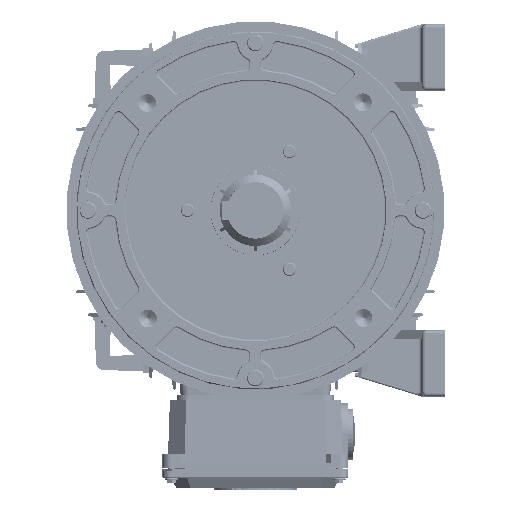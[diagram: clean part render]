
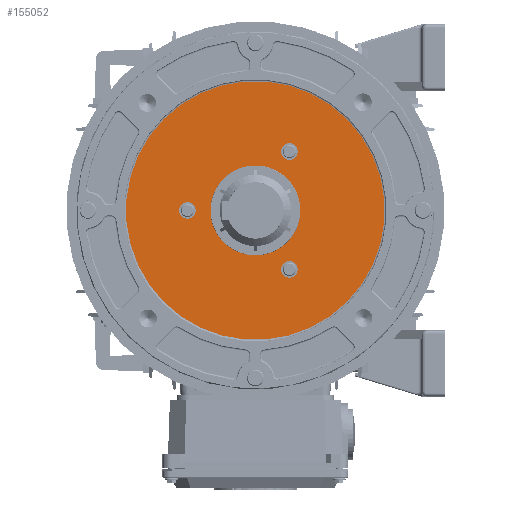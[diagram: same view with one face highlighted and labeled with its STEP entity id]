
A CAD part, left-side view. The second image highlights one B-rep face of the part: STEP entity #155052.
In plain terms, the highlighted planar face has unit normal (-1, 0, 0).
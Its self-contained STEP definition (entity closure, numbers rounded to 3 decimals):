
#1078 = DIRECTION ( 'NONE',  ( 0., 0., 1. ) ) ;
#6504 = VERTEX_POINT ( 'NONE', #143812 ) ;
#7201 = DIRECTION ( 'NONE',  ( -1., 0., 0. ) ) ;
#8530 = DIRECTION ( 'NONE',  ( -1., 0., 0. ) ) ;
#8627 = DIRECTION ( 'NONE',  ( -1., 0., 0. ) ) ;
#9748 = CARTESIAN_POINT ( 'NONE',  ( 2., 28.991, -28.991 ) ) ;
#10737 = ORIENTED_EDGE ( 'NONE', *, *, #102188, .F. ) ;
#11359 = DIRECTION ( 'NONE',  ( 0., 0., 1. ) ) ;
#12263 = AXIS2_PLACEMENT_3D ( 'NONE', #55619, #141250, #67924 ) ;
#14080 = DIRECTION ( 'NONE',  ( 0., 0., -1. ) ) ;
#17666 = FACE_OUTER_BOUND ( 'NONE', #147764, .T. ) ;
#21987 = DIRECTION ( 'NONE',  ( 0., 0., 1. ) ) ;
#23184 = CARTESIAN_POINT ( 'NONE',  ( 2., 28.991, -23.991 ) ) ;
#23402 = VERTEX_POINT ( 'NONE', #23184 ) ;
#27512 = ORIENTED_EDGE ( 'NONE', *, *, #63502, .F. ) ;
#31527 = EDGE_CURVE ( 'NONE', #73008, #90572, #73218, .T. ) ;
#32831 = CARTESIAN_POINT ( 'NONE',  ( 2., 0., -78. ) ) ;
#33768 = CIRCLE ( 'NONE', #115283, 27.155 ) ;
#34132 = ORIENTED_EDGE ( 'NONE', *, *, #101385, .T. ) ;
#34389 = CARTESIAN_POINT ( 'NONE',  ( 2., -39.603, -5.612 ) ) ;
#37274 = ORIENTED_EDGE ( 'NONE', *, *, #53410, .F. ) ;
#37707 = EDGE_CURVE ( 'NONE', #153666, #145327, #58126, .T. ) ;
#38547 = DIRECTION ( 'NONE',  ( -1., 0., 0. ) ) ;
#40288 = DIRECTION ( 'NONE',  ( -1., 0., 0. ) ) ;
#44081 = EDGE_CURVE ( 'NONE', #23402, #6504, #133645, .T. ) ;
#44984 = AXIS2_PLACEMENT_3D ( 'NONE', #111859, #38547, #124210 ) ;
#45810 = DIRECTION ( 'NONE',  ( -1., 0., 0. ) ) ;
#50180 = FACE_BOUND ( 'NONE', #110100, .T. ) ;
#51162 = AXIS2_PLACEMENT_3D ( 'NONE', #157977, #84652, #11359 ) ;
#51223 = CIRCLE ( 'NONE', #155878, 5. ) ;
#53410 = EDGE_CURVE ( 'NONE', #90572, #73008, #125241, .T. ) ;
#55619 = CARTESIAN_POINT ( 'NONE',  ( 2., -39.603, -10.612 ) ) ;
#58126 = CIRCLE ( 'NONE', #63610, 5. ) ;
#62151 = CARTESIAN_POINT ( 'NONE',  ( 2., 10.612, 44.603 ) ) ;
#63502 = EDGE_CURVE ( 'NONE', #145327, #153666, #114929, .T. ) ;
#63610 = AXIS2_PLACEMENT_3D ( 'NONE', #113617, #40288, #125958 ) ;
#67924 = DIRECTION ( 'NONE',  ( 0., 0., 1. ) ) ;
#69007 = ORIENTED_EDGE ( 'NONE', *, *, #145378, .F. ) ;
#70541 = ORIENTED_EDGE ( 'NONE', *, *, #44081, .F. ) ;
#71948 = CARTESIAN_POINT ( 'NONE',  ( 2., 0., -27.155 ) ) ;
#73008 = VERTEX_POINT ( 'NONE', #62151 ) ;
#73218 = CIRCLE ( 'NONE', #84513, 5. ) ;
#74369 = DIRECTION ( 'NONE',  ( -1., 0., 0. ) ) ;
#74598 = VERTEX_POINT ( 'NONE', #114894 ) ;
#75097 = CARTESIAN_POINT ( 'NONE',  ( 2., 27.155, 0. ) ) ;
#75200 = EDGE_LOOP ( 'NONE', ( #27512, #137323 ) ) ;
#75633 = ORIENTED_EDGE ( 'NONE', *, *, #31527, .F. ) ;
#80497 = CARTESIAN_POINT ( 'NONE',  ( 2., 0., 0. ) ) ;
#81824 = CARTESIAN_POINT ( 'NONE',  ( 2., 10.612, 39.603 ) ) ;
#81927 = CARTESIAN_POINT ( 'NONE',  ( 2., 0., 0. ) ) ;
#82792 = FACE_BOUND ( 'NONE', #128783, .T. ) ;
#84513 = AXIS2_PLACEMENT_3D ( 'NONE', #81824, #8530, #94094 ) ;
#84652 = DIRECTION ( 'NONE',  ( -1., 0., 0. ) ) ;
#85229 = VERTEX_POINT ( 'NONE', #71948 ) ;
#87370 = DIRECTION ( 'NONE',  ( 1., 0., 0. ) ) ;
#87416 = EDGE_CURVE ( 'NONE', #85229, #74598, #33768, .T. ) ;
#90465 = CARTESIAN_POINT ( 'NONE',  ( 2., -39.603, -15.612 ) ) ;
#90572 = VERTEX_POINT ( 'NONE', #127082 ) ;
#91638 = AXIS2_PLACEMENT_3D ( 'NONE', #81927, #8627, #94191 ) ;
#92772 = DIRECTION ( 'NONE',  ( 0., 0., 1. ) ) ;
#94094 = DIRECTION ( 'NONE',  ( 0., 0., 1. ) ) ;
#94191 = DIRECTION ( 'NONE',  ( 0., 0., 1. ) ) ;
#95294 = DIRECTION ( 'NONE',  ( -1., 0., 0. ) ) ;
#96299 = AXIS2_PLACEMENT_3D ( 'NONE', #80497, #7201, #92772 ) ;
#101385 = EDGE_CURVE ( 'NONE', #123965, #127706, #114652, .T. ) ;
#102188 = EDGE_CURVE ( 'NONE', #6504, #23402, #51223, .T. ) ;
#104746 = EDGE_LOOP ( 'NONE', ( #70541, #10737 ) ) ;
#108401 = AXIS2_PLACEMENT_3D ( 'NONE', #9748, #95294, #21987 ) ;
#110100 = EDGE_LOOP ( 'NONE', ( #146876, #69007 ) ) ;
#110668 = AXIS2_PLACEMENT_3D ( 'NONE', #75097, #87370, #14080 ) ;
#111859 = CARTESIAN_POINT ( 'NONE',  ( 2., 0., 0. ) ) ;
#113617 = CARTESIAN_POINT ( 'NONE',  ( 2., -39.603, -10.612 ) ) ;
#114652 = CIRCLE ( 'NONE', #96299, 78. ) ;
#114894 = CARTESIAN_POINT ( 'NONE',  ( 2., 0., 27.155 ) ) ;
#114929 = CIRCLE ( 'NONE', #12263, 5. ) ;
#115283 = AXIS2_PLACEMENT_3D ( 'NONE', #119130, #45810, #131455 ) ;
#119130 = CARTESIAN_POINT ( 'NONE',  ( 2., 0., 0. ) ) ;
#119159 = FACE_BOUND ( 'NONE', #104746, .T. ) ;
#120580 = CIRCLE ( 'NONE', #44984, 27.155 ) ;
#123965 = VERTEX_POINT ( 'NONE', #153785 ) ;
#124210 = DIRECTION ( 'NONE',  ( 0., 0., 1. ) ) ;
#125241 = CIRCLE ( 'NONE', #51162, 5. ) ;
#125958 = DIRECTION ( 'NONE',  ( 0., 0., 1. ) ) ;
#127082 = CARTESIAN_POINT ( 'NONE',  ( 2., 10.612, 34.603 ) ) ;
#127706 = VERTEX_POINT ( 'NONE', #32831 ) ;
#128783 = EDGE_LOOP ( 'NONE', ( #75633, #37274 ) ) ;
#131455 = DIRECTION ( 'NONE',  ( 0., 0., 1. ) ) ;
#133645 = CIRCLE ( 'NONE', #108401, 5. ) ;
#134200 = EDGE_CURVE ( 'NONE', #127706, #123965, #157758, .T. ) ;
#137323 = ORIENTED_EDGE ( 'NONE', *, *, #37707, .F. ) ;
#141250 = DIRECTION ( 'NONE',  ( -1., 0., 0. ) ) ;
#143812 = CARTESIAN_POINT ( 'NONE',  ( 2., 28.991, -33.991 ) ) ;
#145327 = VERTEX_POINT ( 'NONE', #34389 ) ;
#145378 = EDGE_CURVE ( 'NONE', #74598, #85229, #120580, .T. ) ;
#146876 = ORIENTED_EDGE ( 'NONE', *, *, #87416, .F. ) ;
#147703 = CARTESIAN_POINT ( 'NONE',  ( 2., 28.991, -28.991 ) ) ;
#147764 = EDGE_LOOP ( 'NONE', ( #34132, #157586 ) ) ;
#147943 = FACE_BOUND ( 'NONE', #75200, .T. ) ;
#148412 = PLANE ( 'NONE',  #110668 ) ;
#153666 = VERTEX_POINT ( 'NONE', #90465 ) ;
#153785 = CARTESIAN_POINT ( 'NONE',  ( 2., 0., 78. ) ) ;
#155052 = ADVANCED_FACE ( 'NONE', ( #147943, #82792, #119159, #50180, #17666 ), #148412, .F. ) ;
#155878 = AXIS2_PLACEMENT_3D ( 'NONE', #147703, #74369, #1078 ) ;
#157586 = ORIENTED_EDGE ( 'NONE', *, *, #134200, .T. ) ;
#157758 = CIRCLE ( 'NONE', #91638, 78. ) ;
#157977 = CARTESIAN_POINT ( 'NONE',  ( 2., 10.612, 39.603 ) ) ;
